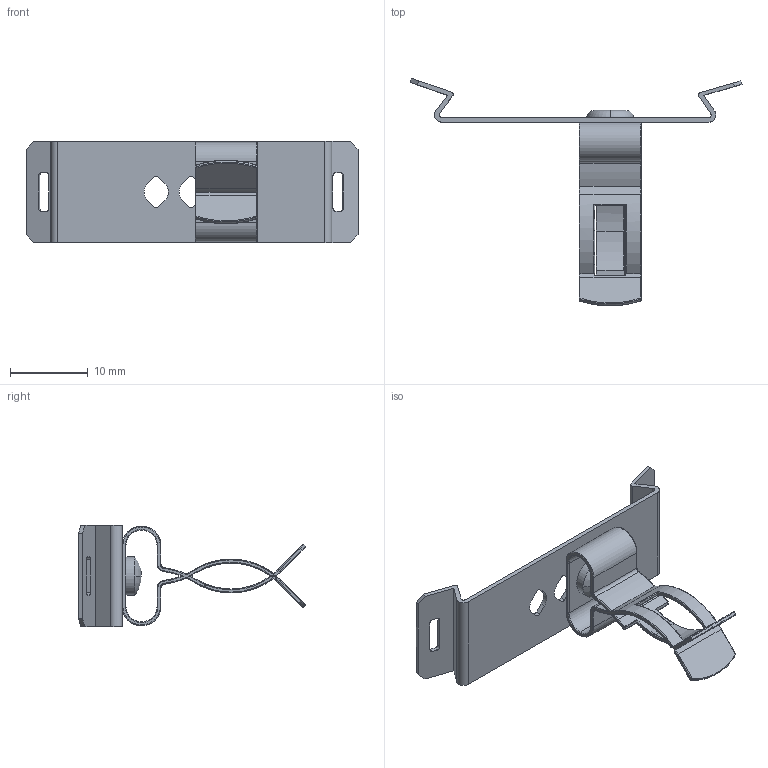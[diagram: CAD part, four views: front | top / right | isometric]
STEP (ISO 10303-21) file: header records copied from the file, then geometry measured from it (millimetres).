
FILE_DESCRIPTION (( 'STEP AP214' ), '1' );
FILE_NAME ('1030-211.STEP', '2024-08-02T07:39:27', ( '' ), ( '' ), 'SwSTEP 2.0', 'SolidWorks 2022', '' );
FILE_SCHEMA (( 'AUTOMOTIVE_DESIGN' ));
Length unit declared in the file: millimetre
Products named in the file (4): 1011-001; 1030-051.Kunde ; 3x1,5_1mm Blechstärke; 1030-211
Assembly tree (3 placements, depth 2):
  1030-211
    1030-051.Kunde 
    1011-001
    3x1,5_1mm Blechstärke
Bounding box: 42.69 x 29.24 x 13 mm (x, y, z)
Volume: 672.3 mm3; surface area: 2529.5 mm2
Topology: 3 solids, 3 shells, 282 faces, 718 edges, 428 vertices
Faces by surface type: cylinder 116, bspline 90, plane 70, torus 4, sphere 2
Entity records: 12536 total; most frequent: CARTESIAN_POINT 3855, ORIENTED_EDGE 1410, DIRECTION 1262, EDGE_CURVE 705, AXIS2_PLACEMENT_3D 482, VERTEX_POINT 428, EDGE_LOOP 299, VECTOR 298
